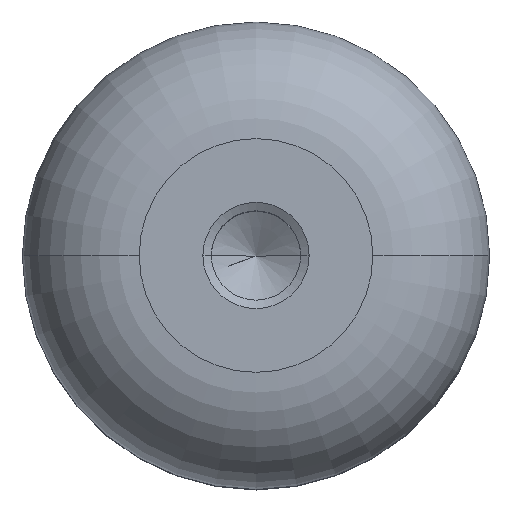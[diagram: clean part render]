
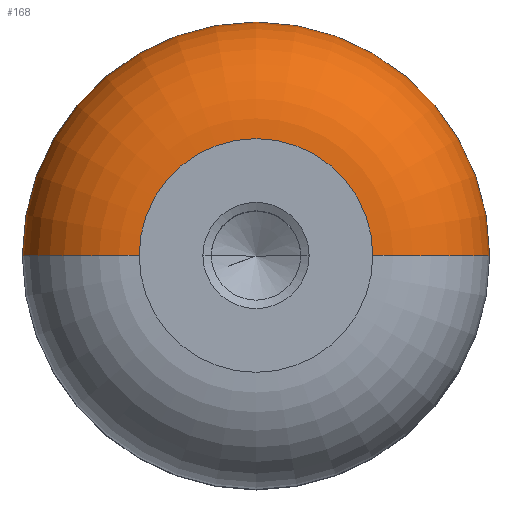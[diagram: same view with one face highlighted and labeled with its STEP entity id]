
A CAD part, top view. The second image highlights one B-rep face of the part: STEP entity #168.
In plain terms, the highlighted toroidal (fillet/blend) face has major radius 5.5 mm and minor radius 5.5 mm.
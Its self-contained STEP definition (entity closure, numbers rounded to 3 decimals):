
#142=EDGE_CURVE('',#300,#188,#387,.T.);
#152=EDGE_CURVE('',#200,#300,#399,.T.);
#168=ADVANCED_FACE('',(#418),#419,.T.);
#188=VERTEX_POINT('',#441);
#200=VERTEX_POINT('',#453);
#228=EDGE_CURVE('',#188,#326,#485,.T.);
#300=VERTEX_POINT('',#567);
#314=EDGE_CURVE('',#200,#326,#581,.T.);
#326=VERTEX_POINT('',#594);
#387=CIRCLE('',#653,11.);
#399=CIRCLE('',#668,5.5);
#418=FACE_OUTER_BOUND('',#689,.T.);
#419=TOROIDAL_SURFACE('',#690,5.5,5.5);
#441=CARTESIAN_POINT('',(-11.,0.,16.5));
#453=CARTESIAN_POINT('',(5.5,0.,22.0));
#485=CIRCLE('',#782,5.5);
#567=CARTESIAN_POINT('',(11.,0.,16.5));
#581=CIRCLE('',#903,5.5);
#594=CARTESIAN_POINT('',(-5.5,0.,22.0));
#653=AXIS2_PLACEMENT_3D('',#987,#988,#989);
#668=AXIS2_PLACEMENT_3D('',#1004,#1005,#1006);
#689=EDGE_LOOP('',(#1038,#1039,#1040,#1041));
#690=AXIS2_PLACEMENT_3D('',#1042,#1043,#1044);
#782=AXIS2_PLACEMENT_3D('',#1124,#1125,#1126);
#903=AXIS2_PLACEMENT_3D('',#1245,#1246,#1247);
#987=CARTESIAN_POINT('',(0.0,0.,16.5));
#988=DIRECTION('',(0.0,0.0,1.0));
#989=DIRECTION('',(-1.0,0.,0.0));
#1004=CARTESIAN_POINT('',(5.5,0.,16.5));
#1005=DIRECTION('',(0.,1.0,0.0));
#1006=DIRECTION('',(1.0,0.,0.0));
#1038=ORIENTED_EDGE('',*,*,#228,.T.);
#1039=ORIENTED_EDGE('',*,*,#314,.F.);
#1040=ORIENTED_EDGE('',*,*,#152,.T.);
#1041=ORIENTED_EDGE('',*,*,#142,.T.);
#1042=CARTESIAN_POINT('',(0.0,0.,16.5));
#1043=DIRECTION('',(0.0,0.0,1.0));
#1044=DIRECTION('',(-1.0,0.,0.0));
#1124=CARTESIAN_POINT('',(-5.5,0.,16.5));
#1125=DIRECTION('',(0.,1.0,-0.0));
#1126=DIRECTION('',(-1.0,0.,0.0));
#1245=CARTESIAN_POINT('',(0.0,0.,22.0));
#1246=DIRECTION('',(0.0,0.0,1.0));
#1247=DIRECTION('',(-1.0,0.,0.0));
